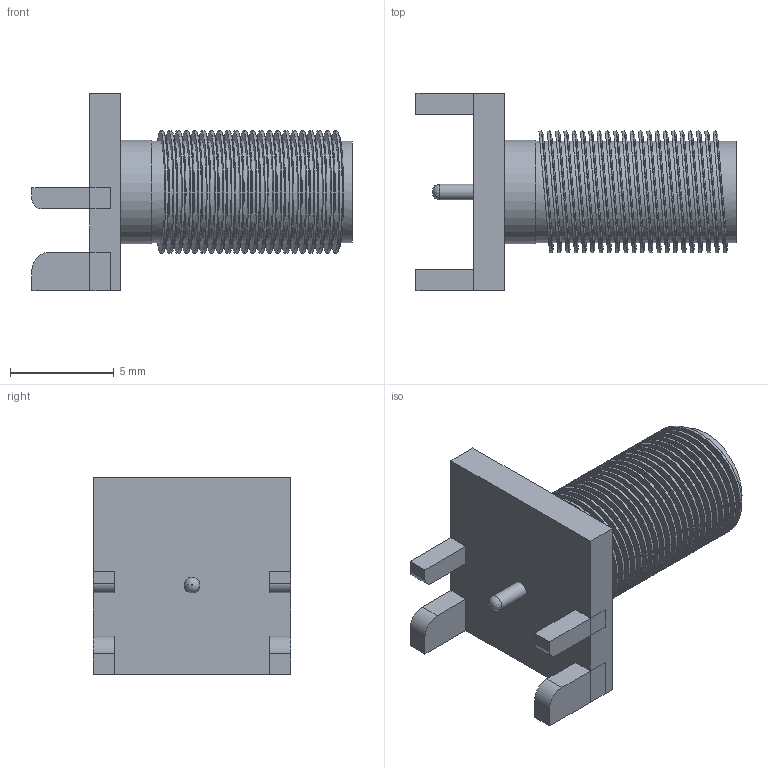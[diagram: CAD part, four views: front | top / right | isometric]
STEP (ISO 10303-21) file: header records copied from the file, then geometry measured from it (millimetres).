
FILE_DESCRIPTION(/* description */ ('model of SMA_Amphenol_132289_EdgeMount'),/* implementation_level */ '2;1');
FILE_NAME(/* name */ 'SMA_Amphenol_132289_EdgeMount.step',/* time_stamp */ '2019-07-10T17:37:10',/* author */ ('kicad StepUp','ksu'),/* organization */ ('FreeCAD'),/* preprocessor_version */ 'OCC',/* originating_system */ 'kicad StepUp',/* authorisation */ '');
FILE_SCHEMA(('AUTOMOTIVE_DESIGN { 1 0 10303 214 1 1 1 1 }'));
Length unit declared in the file: millimetre
Products named in the file (1): SMA_Amphenol_132289
Bounding box: 15.44 x 9.52 x 9.52 mm (x, y, z)
Volume: 313 mm3; surface area: 1100 mm2
Topology: 1 solids, 1 shells, 182 faces, 333 edges, 202 vertices
Faces by surface type: plane 83, cylinder 54, cone 44, revolution 1
Full cylindrical faces by diameter (mm): 0.76 x1, 1.52 x1, 3.3 x1, 4.5 x1, 4.9 x23, 5 x1, 5.889 x22
Entity records: 5736 total; most frequent: DIRECTION 851, CARTESIAN_POINT 723, ORIENTED_EDGE 662, AXIS2_PLACEMENT_3D 337, EDGE_CURVE 331, FACE_BOUND 233, EDGE_LOOP 233, VERTEX_POINT 202
